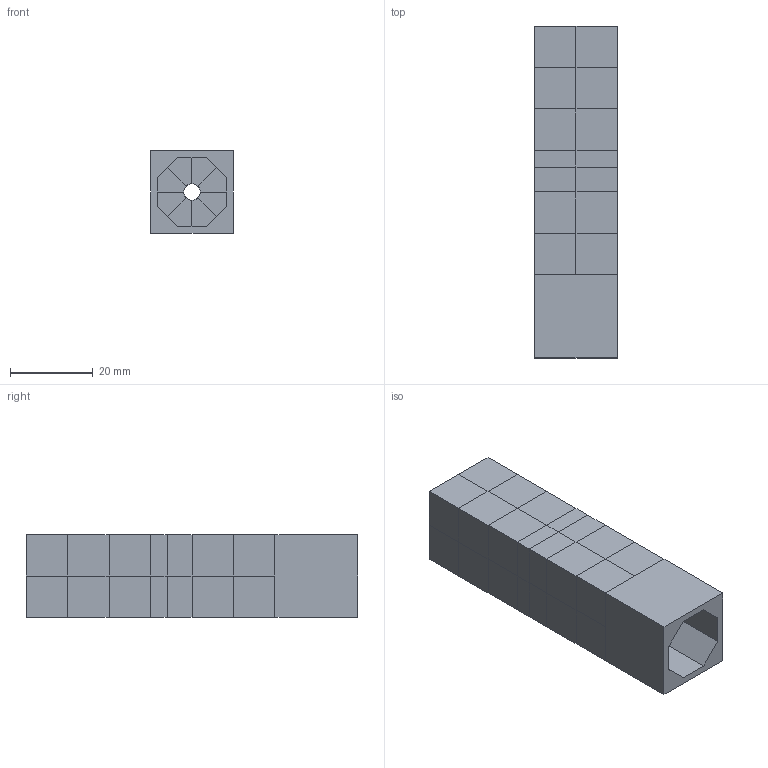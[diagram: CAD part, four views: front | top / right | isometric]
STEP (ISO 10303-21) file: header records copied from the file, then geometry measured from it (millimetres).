
FILE_DESCRIPTION(/* description */ (''),/* implementation_level */ '2;1');
FILE_NAME(/* name */ 'STE12C4',/* time_stamp */ '2025-05-12T02:49:53+08:00',/* author */ (''),/* organization */ (''),/* preprocessor_version */ 'ST-DEVELOPER v16.5',/* originating_system */ '',/* authorisation */ '');
FILE_SCHEMA (('CONFIG_CONTROL_DESIGN'));
Length unit declared in the file: millimetre
Products named in the file (1): Document
Bounding box: 20 x 80 x 20 mm (x, y, z)
Volume: 21034 mm3; surface area: 20528.2 mm2
Topology: 49 solids, 49 shells, 366 faces, 772 edges, 504 vertices
Faces by surface type: bspline 366
Entity records: 17702 total; most frequent: CARTESIAN_POINT 7226, B_SPLINE_CURVE_WITH_KNOTS 2172, ORIENTED_EDGE 1544, PCURVE 1544, DEFINITIONAL_REPRESENTATION 1544, SURFACE_CURVE 772, EDGE_CURVE 772, VERTEX_POINT 504
